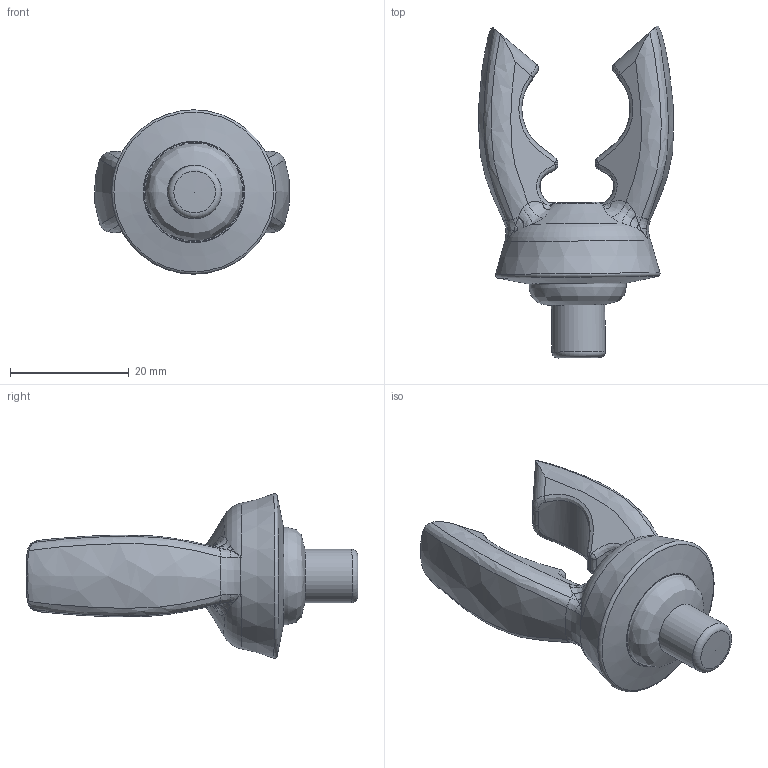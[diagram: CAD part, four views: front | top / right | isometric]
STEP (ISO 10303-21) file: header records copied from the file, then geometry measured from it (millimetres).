
FILE_DESCRIPTION(/* description */ (''),/* implementation_level */ '2;1');
FILE_NAME(/* name */ 'pPart-1.stp',/* time_stamp */ '2020-05-26T04:34:04+02:00',/* author */ ('niels'),/* organization */ (''),/* preprocessor_version */ 'ST-DEVELOPER v18',/* originating_system */ 'Autodesk Inventor 2020',/* authorisation */ '');
FILE_SCHEMA (('AUTOMOTIVE_DESIGN { 1 0 10303 214 3 1 1 }'));
Length unit declared in the file: millimetre
Products named in the file (1): pPart-1
Bounding box: 32.82 x 55.92 x 27.7 mm (x, y, z)
Volume: 12370.3 mm3; surface area: 4360.1 mm2
Topology: 1 solids, 1 shells, 151 faces, 366 edges, 212 vertices
Faces by surface type: bspline 114, plane 11, cylinder 9, sphere 8, cone 5, torus 4
Full cylindrical faces by diameter (mm): 8.999 x1
Entity records: 9847 total; most frequent: CARTESIAN_POINT 7144, ORIENTED_EDGE 722, EDGE_CURVE 361, DIRECTION 264, B_SPLINE_CURVE_WITH_KNOTS 256, VERTEX_POINT 212, FACE_OUTER_BOUND 151, EDGE_LOOP 151
